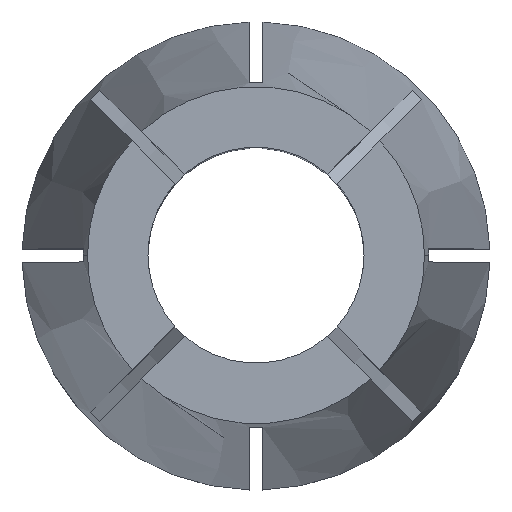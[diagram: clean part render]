
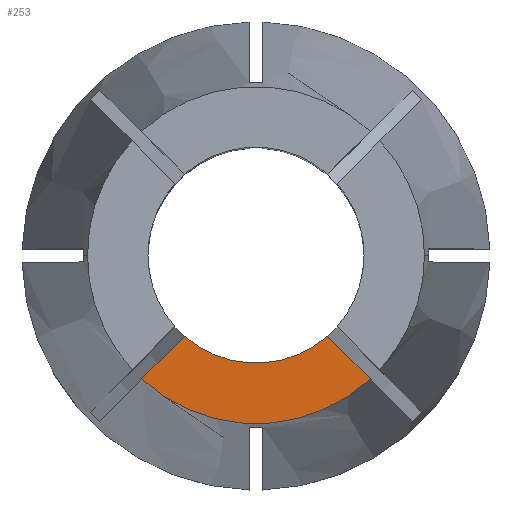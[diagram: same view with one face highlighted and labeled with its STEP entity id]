
A CAD part, top view. The second image highlights one B-rep face of the part: STEP entity #253.
In plain terms, the highlighted planar face has unit normal (0, 0, 1).
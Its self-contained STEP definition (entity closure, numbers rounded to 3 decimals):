
#40 = VECTOR ( 'NONE', #1838, 1000. ) ;
#43 = CIRCLE ( 'NONE', #1700, 6. ) ;
#71 = CARTESIAN_POINT ( 'NONE',  ( 6.348, -6.879, 0. ) ) ;
#81 = CIRCLE ( 'NONE', #741, 9.36 ) ;
#153 = FACE_OUTER_BOUND ( 'NONE', #1643, .T. ) ;
#158 = VERTEX_POINT ( 'NONE', #1671 ) ;
#174 = ORIENTED_EDGE ( 'NONE', *, *, #934, .T. ) ;
#215 = VERTEX_POINT ( 'NONE', #71 ) ;
#253 = ADVANCED_FACE ( 'NONE', ( #153 ), #1286, .F. ) ;
#293 = ORIENTED_EDGE ( 'NONE', *, *, #1726, .F. ) ;
#341 = DIRECTION ( 'NONE',  ( 0., 0., -1. ) ) ;
#396 = LINE ( 'NONE', #1267, #760 ) ;
#472 = VERTEX_POINT ( 'NONE', #1376 ) ;
#563 = DIRECTION ( 'NONE',  ( 1., 0., 0. ) ) ;
#704 = CARTESIAN_POINT ( 'NONE',  ( -3.969, -4.5, 0. ) ) ;
#705 = CARTESIAN_POINT ( 'NONE',  ( 0.265, -0.265, 0. ) ) ;
#712 = DIRECTION ( 'NONE',  ( 0., 0., 1. ) ) ;
#741 = AXIS2_PLACEMENT_3D ( 'NONE', #921, #913, #818 ) ;
#760 = VECTOR ( 'NONE', #908, 1000. ) ;
#818 = DIRECTION ( 'NONE',  ( 1., 0., 0. ) ) ;
#829 = EDGE_CURVE ( 'NONE', #472, #215, #81, .T. ) ;
#908 = DIRECTION ( 'NONE',  ( -0.707, 0.707, 0. ) ) ;
#913 = DIRECTION ( 'NONE',  ( 0., 0., 1. ) ) ;
#921 = CARTESIAN_POINT ( 'NONE',  ( 0., 0., 0. ) ) ;
#934 = EDGE_CURVE ( 'NONE', #215, #158, #396, .T. ) ;
#1052 = VERTEX_POINT ( 'NONE', #704 ) ;
#1192 = DIRECTION ( 'NONE',  ( -1., 0., 0. ) ) ;
#1267 = CARTESIAN_POINT ( 'NONE',  ( -0.265, -0.265, 0. ) ) ;
#1286 = PLANE ( 'NONE',  #1891 ) ;
#1317 = EDGE_CURVE ( 'NONE', #1052, #158, #43, .T. ) ;
#1353 = CARTESIAN_POINT ( 'NONE',  ( 0., 0., 0. ) ) ;
#1376 = CARTESIAN_POINT ( 'NONE',  ( -6.348, -6.879, 0. ) ) ;
#1396 = ORIENTED_EDGE ( 'NONE', *, *, #829, .T. ) ;
#1554 = CARTESIAN_POINT ( 'NONE',  ( 0., 0., 0. ) ) ;
#1643 = EDGE_LOOP ( 'NONE', ( #293, #1396, #174, #1905 ) ) ;
#1671 = CARTESIAN_POINT ( 'NONE',  ( 3.969, -4.5, 0. ) ) ;
#1700 = AXIS2_PLACEMENT_3D ( 'NONE', #1353, #712, #563 ) ;
#1726 = EDGE_CURVE ( 'NONE', #472, #1052, #2060, .T. ) ;
#1838 = DIRECTION ( 'NONE',  ( 0.707, 0.707, 0. ) ) ;
#1891 = AXIS2_PLACEMENT_3D ( 'NONE', #1554, #341, #1192 ) ;
#1905 = ORIENTED_EDGE ( 'NONE', *, *, #1317, .F. ) ;
#2060 = LINE ( 'NONE', #705, #40 ) ;
